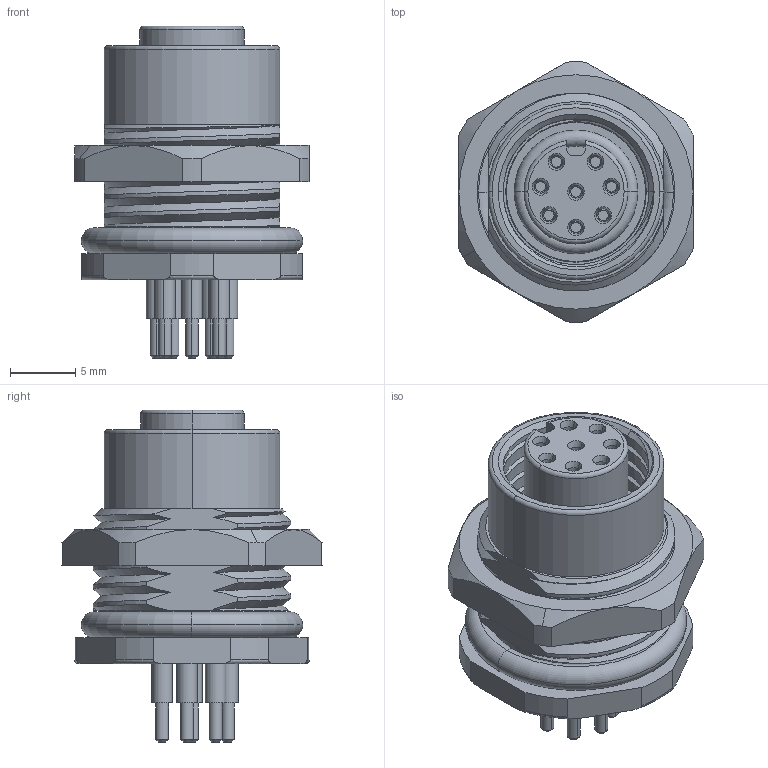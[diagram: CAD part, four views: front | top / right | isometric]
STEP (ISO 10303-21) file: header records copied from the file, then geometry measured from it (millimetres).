
FILE_DESCRIPTION (( 'STEP AP203' ), '1' );
FILE_NAME ('FEK81-P.STEP', '2019-03-13T02:41:53', ( 'User' ), ( 'china' ), 'SwSTEP 2.0', 'SolidWorks 2012', '' );
FILE_SCHEMA (( 'CONFIG_CONTROL_DESIGN' ));
Length unit declared in the file: millimetre
Products named in the file (8): FEK81-P; M12-6、8芯PCB插孔（法兰用）; O型圈-9X1; O型圈; M12-Pg9ヶ坶踡蹟譫; O型圈-15X2; M12-Pg9謂釱ヶ坶踡楊擘; M12-A扣8芯孔座（法兰用）
Assembly tree (14 placements, depth 2):
  FEK81-P
    M12-A扣8芯孔座（法兰用）
    M12-Pg9謂釱ヶ坶踡楊擘
    O型圈-15X2
    M12-Pg9ヶ坶踡蹟譫
    O型圈
    O型圈-9X1
    M12-6、8芯PCB插孔（法兰用）  x8
Bounding box: 18 x 19.99 x 25.5 mm (x, y, z)
Volume: 2612.6 mm3; surface area: 5294.7 mm2
Topology: 14 solids, 14 shells, 566 faces, 1343 edges, 870 vertices
Faces by surface type: cylinder 243, plane 204, cone 63, torus 31, bspline 25
Entity records: 15006 total; most frequent: CARTESIAN_POINT 7122, ORIENTED_EDGE 1454, DIRECTION 1449, EDGE_CURVE 727, AXIS2_PLACEMENT_3D 592, VERTEX_POINT 464, EDGE_LOOP 335, CIRCLE 307
